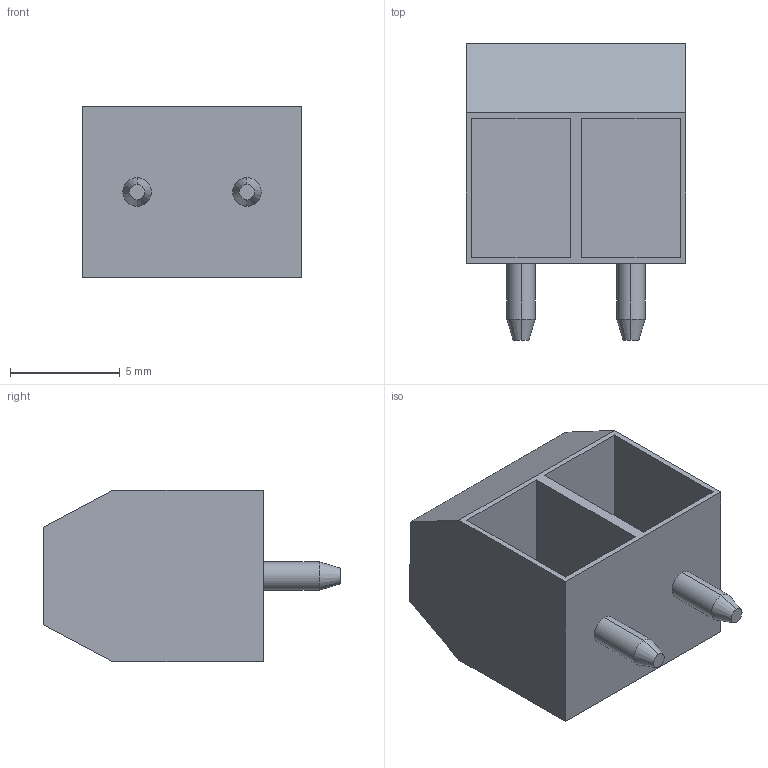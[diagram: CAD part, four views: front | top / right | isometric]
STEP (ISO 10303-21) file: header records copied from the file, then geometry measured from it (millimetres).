
FILE_DESCRIPTION (( 'STEP AP203' ), '1' );
FILE_NAME ('25-E400-02.STEP', '2023-10-22T21:06:21', ( '' ), ( '' ), 'SwSTEP 2.0', 'SolidWorks 2023', '' );
FILE_SCHEMA (( 'CONFIG_CONTROL_DESIGN' ));
Length unit declared in the file: inch
Products named in the file (1): 25-E400-02
Bounding box: 10.01 x 13.51 x 7.8 mm (x, y, z)
Volume: 409.3 mm3; surface area: 770.9 mm2
Topology: 1 solids, 1 shells, 34 faces, 74 edges, 48 vertices
Faces by surface type: plane 22, cylinder 8, cone 4
Entity records: 1005 total; most frequent: DIRECTION 164, CARTESIAN_POINT 157, ORIENTED_EDGE 148, EDGE_CURVE 74, AXIS2_PLACEMENT_3D 55, VECTOR 54, LINE 54, VERTEX_POINT 48
